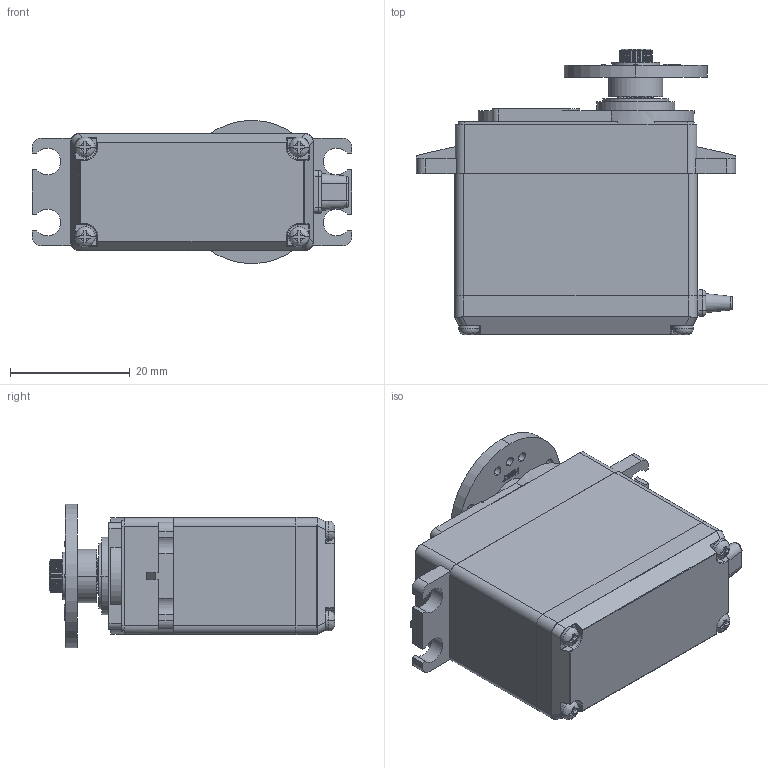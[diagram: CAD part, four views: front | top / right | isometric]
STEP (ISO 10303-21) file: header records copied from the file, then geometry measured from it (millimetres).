
FILE_DESCRIPTION((''),'2;1');
FILE_NAME('HSR-2648CR_ASM','2018-09-20T',('sm_kim'),(''),'CREO PARAMETRIC BY PTC INC, 2016050','CREO PARAMETRIC BY PTC INC, 2016050','');
FILE_SCHEMA(('CONFIG_CONTROL_DESIGN'));
Products named in the file (11): 625M-R3_PBT_120101020087; 625L-R3_PBT_120101030106; 625T-R3_PBT30_120101010107; SF-50_HS625MG4F_120212000335; HS625MG4F-CR_ASSY_ASM; 120202000014_18A_CPH_T2XL33; 120105000070; 120217000098_R-O25; TW_6_5X3_2_120204000042; 120201000128_SCM435_HSH_M3XL10; HSR-2648CR_ASM
Assembly tree (13 placements, depth 3):
  HSR-2648CR_ASM
    625M-R3_PBT_120101020087
    625L-R3_PBT_120101030106
    625T-R3_PBT30_120101010107
    HS625MG4F-CR_ASSY_ASM
      SF-50_HS625MG4F_120212000335
    120202000014_18A_CPH_T2XL33  x4
    120105000070
    120217000098_R-O25
    TW_6_5X3_2_120204000042
    120201000128_SCM435_HSH_M3XL10
Bounding box: 53.4 x 47.8 x 24 mm (x, y, z)
Volume: 27345 mm3; surface area: 14014.3 mm2
Topology: 12 solids, 16 shells, 2156 faces, 6086 edges, 4004 vertices
Faces by surface type: plane 1347, cylinder 564, bspline 87, cone 78, torus 74, sphere 6
Entity records: 93041 total; most frequent: CARTESIAN_POINT 21565, ORIENTED_EDGE 10996, DIRECTION 9595, PRESENTATION_STYLE_ASSIGNMENT 6065, STYLED_ITEM 6043, EDGE_CURVE 5498, CURVE_STYLE 5302, VECTOR 3679
